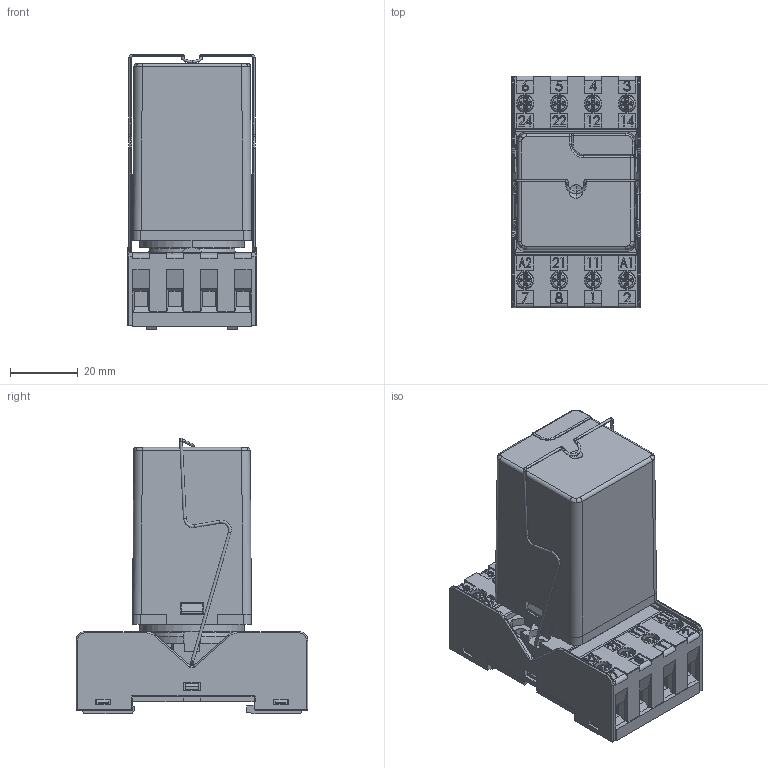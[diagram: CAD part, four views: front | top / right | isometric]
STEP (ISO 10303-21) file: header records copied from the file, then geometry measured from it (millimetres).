
FILE_DESCRIPTION (( 'STEP AP214' ), '1' );
FILE_NAME ('PIR15T 2P - kolejowe.STEP', '2017-07-14T10:25:35', ( '' ), ( '' ), 'SwSTEP 2.0', 'SolidWorks 2017', '' );
FILE_SCHEMA (( 'AUTOMOTIVE_DESIGN' ));
Length unit declared in the file: millimetre
Products named in the file (1): PIR15T 2P - kolejowe
Bounding box: 38 x 68.1 x 81.12 mm (x, y, z)
Volume: 92716.8 mm3; surface area: 44007.3 mm2
Topology: 14 solids, 15 shells, 3752 faces, 9714 edges, 6138 vertices
Faces by surface type: plane 1941, bspline 696, cylinder 628, torus 274, cone 146, sphere 67
Entity records: 183094 total; most frequent: CARTESIAN_POINT 54631, ORIENTED_EDGE 19350, DIRECTION 16074, EDGE_CURVE 9675, VERTEX_POINT 6137, VECTOR 6092, LINE 6092, AXIS2_PLACEMENT_3D 4991
